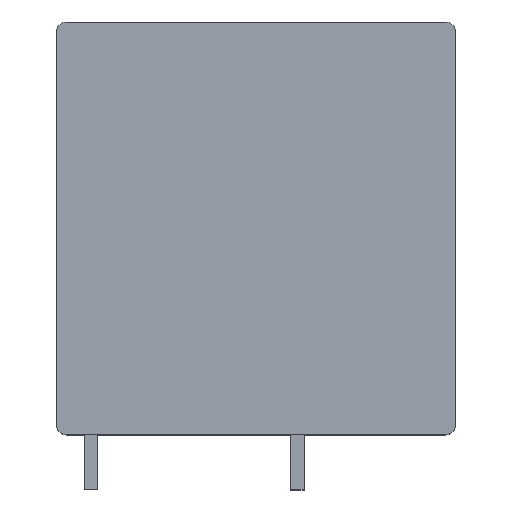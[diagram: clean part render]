
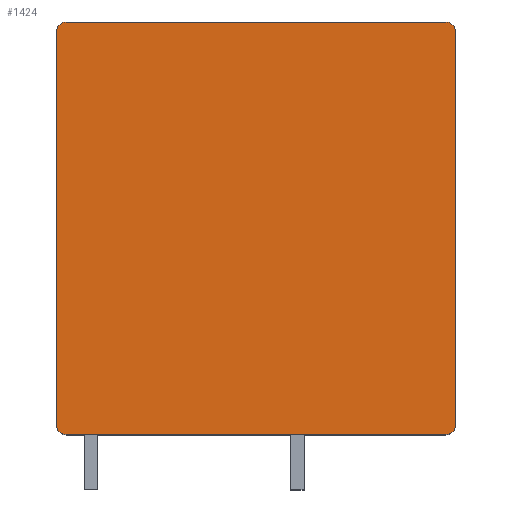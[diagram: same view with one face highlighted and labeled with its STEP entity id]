
A CAD part, top view. The second image highlights one B-rep face of the part: STEP entity #1424.
In plain terms, the highlighted planar face has unit normal (0, 0, 1).
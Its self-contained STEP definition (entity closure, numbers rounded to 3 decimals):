
#213=CARTESIAN_POINT('',(13.8,14.3,4.45));
#214=DIRECTION('',(0.,0.,1.));
#215=DIRECTION('',(1.,0.,0.));
#216=AXIS2_PLACEMENT_3D('',#213,#214,#215);
#218=DIRECTION('',(0.,1.,0.));
#219=VECTOR('',#218,28.6);
#220=CARTESIAN_POINT('',(14.5,-14.3,4.45));
#221=LINE('',#220,#219);
#222=CARTESIAN_POINT('',(13.8,-14.3,4.45));
#223=DIRECTION('',(0.,0.,1.));
#224=DIRECTION('',(0.,-1.,0.));
#225=AXIS2_PLACEMENT_3D('',#222,#223,#224);
#227=DIRECTION('',(1.,0.,0.));
#228=VECTOR('',#227,27.6);
#229=CARTESIAN_POINT('',(-13.8,-15.,4.45));
#230=LINE('',#229,#228);
#231=CARTESIAN_POINT('',(-13.8,-14.3,4.45));
#232=DIRECTION('',(0.,0.,1.));
#233=DIRECTION('',(-1.,0.,0.));
#234=AXIS2_PLACEMENT_3D('',#231,#232,#233);
#236=DIRECTION('',(0.,-1.,0.));
#237=VECTOR('',#236,28.6);
#238=CARTESIAN_POINT('',(-14.5,14.3,4.45));
#239=LINE('',#238,#237);
#240=CARTESIAN_POINT('',(-13.8,14.3,4.45));
#241=DIRECTION('',(0.,0.,1.));
#242=DIRECTION('',(0.,1.,0.));
#243=AXIS2_PLACEMENT_3D('',#240,#241,#242);
#245=DIRECTION('',(-1.,0.,0.));
#246=VECTOR('',#245,27.6);
#247=CARTESIAN_POINT('',(13.8,15.,4.45));
#248=LINE('',#247,#246);
#929=CARTESIAN_POINT('',(14.5,14.3,4.45));
#930=CARTESIAN_POINT('',(13.8,15.,4.45));
#931=VERTEX_POINT('',#929);
#932=VERTEX_POINT('',#930);
#933=CARTESIAN_POINT('',(-13.8,15.,4.45));
#934=VERTEX_POINT('',#933);
#935=CARTESIAN_POINT('',(-14.5,14.3,4.45));
#936=VERTEX_POINT('',#935);
#937=CARTESIAN_POINT('',(-14.5,-14.3,4.45));
#938=VERTEX_POINT('',#937);
#939=CARTESIAN_POINT('',(-13.8,-15.,4.45));
#940=VERTEX_POINT('',#939);
#941=CARTESIAN_POINT('',(13.8,-15.,4.45));
#942=VERTEX_POINT('',#941);
#943=CARTESIAN_POINT('',(14.5,-14.3,4.45));
#944=VERTEX_POINT('',#943);
#1409=CARTESIAN_POINT('',(0.,0.,4.45));
#1410=DIRECTION('',(0.,0.,1.));
#1411=DIRECTION('',(1.,0.,0.));
#1412=AXIS2_PLACEMENT_3D('',#1409,#1410,#1411);
#1413=PLANE('',#1412);
#1414=ORIENTED_EDGE('',*,*,#1196,.F.);
#1415=ORIENTED_EDGE('',*,*,#1211,.F.);
#1416=ORIENTED_EDGE('',*,*,#1273,.F.);
#1417=ORIENTED_EDGE('',*,*,#1287,.F.);
#1418=ORIENTED_EDGE('',*,*,#1361,.F.);
#1419=ORIENTED_EDGE('',*,*,#1375,.F.);
#1420=ORIENTED_EDGE('',*,*,#1389,.F.);
#1421=ORIENTED_EDGE('',*,*,#1402,.F.);
#1422=EDGE_LOOP('',(#1414,#1415,#1416,#1417,#1418,#1419,#1420,#1421));
#1423=FACE_OUTER_BOUND('',#1422,.F.);
#1424=ADVANCED_FACE('',(#1423),#1413,.T.);
#217=CIRCLE('',#216,0.7);
#226=CIRCLE('',#225,0.7);
#235=CIRCLE('',#234,0.7);
#244=CIRCLE('',#243,0.7);
#1196=EDGE_CURVE('',#931,#932,#217,.T.);
#1211=EDGE_CURVE('',#944,#931,#221,.T.);
#1273=EDGE_CURVE('',#942,#944,#226,.T.);
#1287=EDGE_CURVE('',#940,#942,#230,.T.);
#1361=EDGE_CURVE('',#938,#940,#235,.T.);
#1375=EDGE_CURVE('',#936,#938,#239,.T.);
#1389=EDGE_CURVE('',#934,#936,#244,.T.);
#1402=EDGE_CURVE('',#932,#934,#248,.T.);
